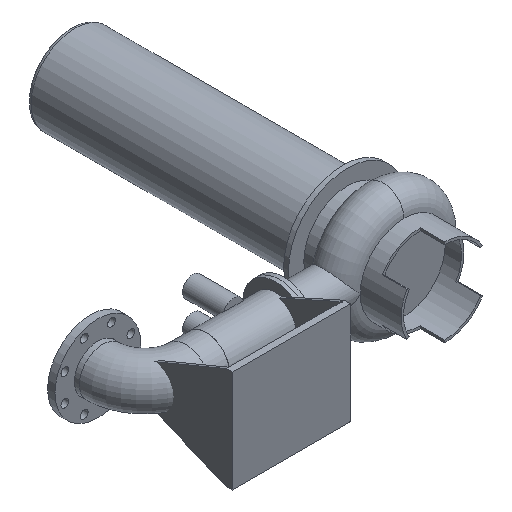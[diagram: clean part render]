
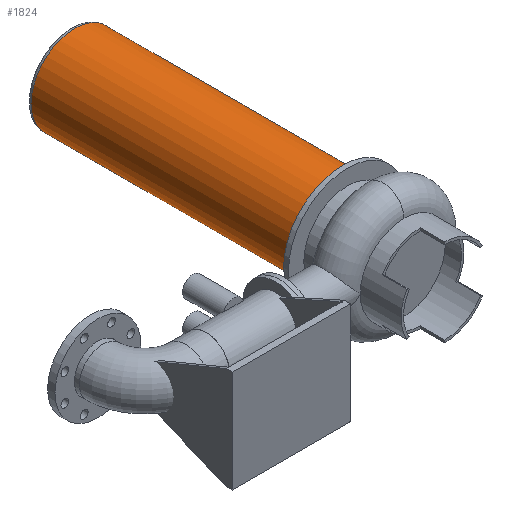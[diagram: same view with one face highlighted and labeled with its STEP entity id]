
A CAD part, isometric view. The second image highlights one B-rep face of the part: STEP entity #1824.
In plain terms, the highlighted cylindrical face has radius 107 mm (diameter 214 mm), a full revolution.
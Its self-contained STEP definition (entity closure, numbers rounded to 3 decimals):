
#171=LINE('',#3248,#318);
#318=VECTOR('',#2523,107.);
#376=CYLINDRICAL_SURFACE('',#2028,107.);
#500=FACE_OUTER_BOUND('',#637,.T.);
#637=EDGE_LOOP('',(#1569,#1570,#1571,#1572,#1573));
#731=CIRCLE('',#2023,107.);
#732=CIRCLE('',#2024,107.);
#735=CIRCLE('',#2029,107.);
#884=VERTEX_POINT('',#3237);
#885=VERTEX_POINT('',#3238);
#887=VERTEX_POINT('',#3246);
#1117=EDGE_CURVE('',#884,#885,#731,.T.);
#1118=EDGE_CURVE('',#885,#884,#732,.T.);
#1121=EDGE_CURVE('',#887,#887,#735,.T.);
#1122=EDGE_CURVE('',#887,#885,#171,.T.);
#1569=ORIENTED_EDGE('',*,*,#1121,.F.);
#1570=ORIENTED_EDGE('',*,*,#1122,.T.);
#1571=ORIENTED_EDGE('',*,*,#1117,.F.);
#1572=ORIENTED_EDGE('',*,*,#1118,.F.);
#1573=ORIENTED_EDGE('',*,*,#1122,.F.);
#1824=ADVANCED_FACE('',(#500),#376,.T.);
#2023=AXIS2_PLACEMENT_3D('',#3239,#2509,#2510);
#2024=AXIS2_PLACEMENT_3D('',#3240,#2511,#2512);
#2028=AXIS2_PLACEMENT_3D('',#3245,#2519,#2520);
#2029=AXIS2_PLACEMENT_3D('',#3247,#2521,#2522);
#2509=DIRECTION('center_axis',(0.,1.,0.));
#2510=DIRECTION('ref_axis',(-1.,0.,0.));
#2511=DIRECTION('center_axis',(0.,1.,0.));
#2512=DIRECTION('ref_axis',(-1.,0.,0.));
#2519=DIRECTION('center_axis',(0.,-1.,0.));
#2520=DIRECTION('ref_axis',(1.,0.,0.));
#2521=DIRECTION('center_axis',(0.,-1.,0.));
#2522=DIRECTION('ref_axis',(1.,0.,0.));
#2523=DIRECTION('',(0.,1.,0.));
#3237=CARTESIAN_POINT('',(484.4,756.2,107.));
#3238=CARTESIAN_POINT('',(377.4,756.2,0.));
#3239=CARTESIAN_POINT('Origin',(484.4,756.2,0.));
#3240=CARTESIAN_POINT('Origin',(484.4,756.2,0.));
#3245=CARTESIAN_POINT('Origin',(484.4,433.199,0.));
#3246=CARTESIAN_POINT('',(377.4,100.197,0.));
#3247=CARTESIAN_POINT('Origin',(484.4,100.197,0.));
#3248=CARTESIAN_POINT('',(377.4,433.199,0.));
